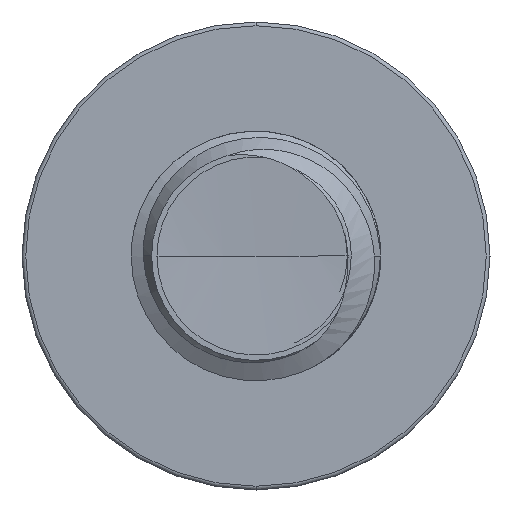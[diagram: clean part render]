
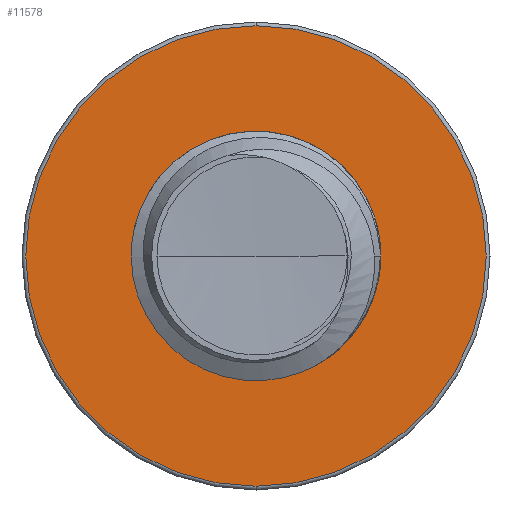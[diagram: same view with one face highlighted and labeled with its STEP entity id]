
A CAD part, front view. The second image highlights one B-rep face of the part: STEP entity #11578.
In plain terms, the highlighted planar face has unit normal (0, -1, 0).
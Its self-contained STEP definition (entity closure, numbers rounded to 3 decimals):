
#457 = ORIENTED_EDGE ( 'NONE', *, *, #14739, .F. ) ;
#557 = VERTEX_POINT ( 'NONE', #9301 ) ;
#959 = VERTEX_POINT ( 'NONE', #7385 ) ;
#993 = EDGE_CURVE ( 'NONE', #8054, #959, #22400, .T. ) ;
#1091 = DIRECTION ( 'NONE',  ( 0., -1., 0. ) ) ;
#1321 = EDGE_LOOP ( 'NONE', ( #4929, #13284 ) ) ;
#1347 = AXIS2_PLACEMENT_3D ( 'NONE', #18717, #8215, #20460 ) ;
#1428 = DIRECTION ( 'NONE',  ( 0., -1., 0. ) ) ;
#3239 = FACE_OUTER_BOUND ( 'NONE', #1321, .T. ) ;
#4230 = CARTESIAN_POINT ( 'NONE',  ( 0., 5., 0. ) ) ;
#4383 = CIRCLE ( 'NONE', #9253, 1.476 ) ;
#4727 = AXIS2_PLACEMENT_3D ( 'NONE', #4230, #16589, #6046 ) ;
#4929 = ORIENTED_EDGE ( 'NONE', *, *, #993, .T. ) ;
#5068 = CARTESIAN_POINT ( 'NONE',  ( 0., 5., -1.476 ) ) ;
#5509 = EDGE_LOOP ( 'NONE', ( #457, #8597 ) ) ;
#6046 = DIRECTION ( 'NONE',  ( 0., 0., -1. ) ) ;
#7293 = DIRECTION ( 'NONE',  ( 0., 0., -1. ) ) ;
#7385 = CARTESIAN_POINT ( 'NONE',  ( 0., 5., 1.476 ) ) ;
#7975 = CARTESIAN_POINT ( 'NONE',  ( 0., 5., 0. ) ) ;
#7982 = VERTEX_POINT ( 'NONE', #8591 ) ;
#7988 = DIRECTION ( 'NONE',  ( 0., -1., 0. ) ) ;
#8054 = VERTEX_POINT ( 'NONE', #5068 ) ;
#8215 = DIRECTION ( 'NONE',  ( 0., -1., 0. ) ) ;
#8591 = CARTESIAN_POINT ( 'NONE',  ( 0., 5., -0.786 ) ) ;
#8597 = ORIENTED_EDGE ( 'NONE', *, *, #9805, .F. ) ;
#9253 = AXIS2_PLACEMENT_3D ( 'NONE', #12007, #1428, #13797 ) ;
#9301 = CARTESIAN_POINT ( 'NONE',  ( 0., 5., 0.786 ) ) ;
#9805 = EDGE_CURVE ( 'NONE', #557, #7982, #17647, .T. ) ;
#9901 = PLANE ( 'NONE',  #18470 ) ;
#11578 = ADVANCED_FACE ( 'NONE', ( #3239, #12715 ), #9901, .T. ) ;
#12007 = CARTESIAN_POINT ( 'NONE',  ( 0., 5., 0. ) ) ;
#12715 = FACE_BOUND ( 'NONE', #5509, .T. ) ;
#13284 = ORIENTED_EDGE ( 'NONE', *, *, #15950, .T. ) ;
#13451 = DIRECTION ( 'NONE',  ( 0., 0., -1. ) ) ;
#13797 = DIRECTION ( 'NONE',  ( 0., 0., -1. ) ) ;
#14739 = EDGE_CURVE ( 'NONE', #7982, #557, #16546, .T. ) ;
#15950 = EDGE_CURVE ( 'NONE', #959, #8054, #4383, .T. ) ;
#16546 = CIRCLE ( 'NONE', #1347, 0.786 ) ;
#16589 = DIRECTION ( 'NONE',  ( 0., -1., 0. ) ) ;
#17647 = CIRCLE ( 'NONE', #4727, 0.786 ) ;
#18470 = AXIS2_PLACEMENT_3D ( 'NONE', #22085, #1091, #13451 ) ;
#18717 = CARTESIAN_POINT ( 'NONE',  ( 0., 5., 0. ) ) ;
#18777 = AXIS2_PLACEMENT_3D ( 'NONE', #7975, #7988, #7293 ) ;
#20460 = DIRECTION ( 'NONE',  ( 0., 0., -1. ) ) ;
#22085 = CARTESIAN_POINT ( 'NONE',  ( 0., 5., 0.786 ) ) ;
#22400 = CIRCLE ( 'NONE', #18777, 1.476 ) ;
